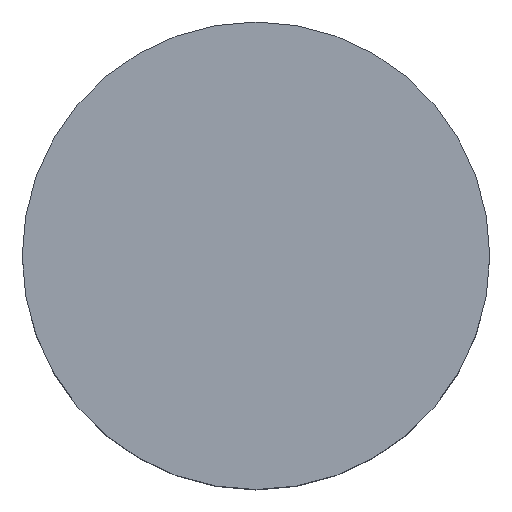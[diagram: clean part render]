
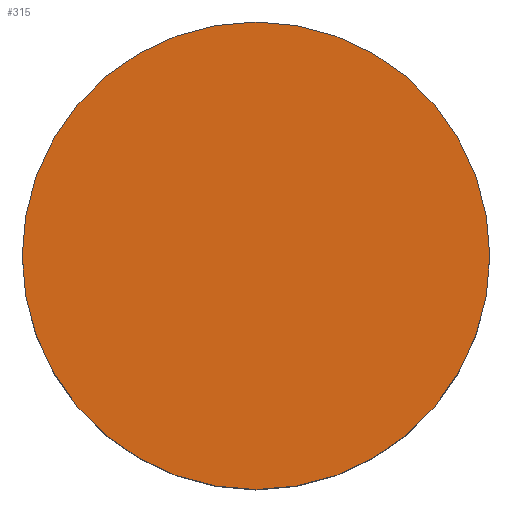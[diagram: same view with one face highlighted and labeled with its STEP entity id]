
A CAD part, top view. The second image highlights one B-rep face of the part: STEP entity #315.
In plain terms, the highlighted planar face has unit normal (0, 0, 1).
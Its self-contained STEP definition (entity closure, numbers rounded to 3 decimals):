
#17 = DIRECTION ( 'NONE',  ( 0., 0., 1. ) ) ;
#26 = CIRCLE ( 'NONE', #319, 2. ) ;
#52 = DIRECTION ( 'NONE',  ( 0., 0., 1. ) ) ;
#72 = AXIS2_PLACEMENT_3D ( 'NONE', #169, #17, #185 ) ;
#139 = CARTESIAN_POINT ( 'NONE',  ( -2., 0., 0. ) ) ;
#141 = EDGE_CURVE ( 'NONE', #328, #227, #26, .T. ) ;
#163 = EDGE_LOOP ( 'NONE', ( #344, #176 ) ) ;
#169 = CARTESIAN_POINT ( 'NONE',  ( 0., 0., 0. ) ) ;
#176 = ORIENTED_EDGE ( 'NONE', *, *, #207, .T. ) ;
#185 = DIRECTION ( 'NONE',  ( 1., 0., 0. ) ) ;
#190 = DIRECTION ( 'NONE',  ( 1., 0., 0. ) ) ;
#194 = FACE_OUTER_BOUND ( 'NONE', #163, .T. ) ;
#207 = EDGE_CURVE ( 'NONE', #227, #328, #238, .T. ) ;
#220 = AXIS2_PLACEMENT_3D ( 'NONE', #321, #52, #190 ) ;
#223 = DIRECTION ( 'NONE',  ( 0., 0., 1. ) ) ;
#227 = VERTEX_POINT ( 'NONE', #139 ) ;
#238 = CIRCLE ( 'NONE', #220, 2. ) ;
#291 = PLANE ( 'NONE',  #72 ) ;
#294 = CARTESIAN_POINT ( 'NONE',  ( 0., 0., 0. ) ) ;
#315 = ADVANCED_FACE ( 'NONE', ( #194 ), #291, .T. ) ;
#318 = CARTESIAN_POINT ( 'NONE',  ( 2., 0., 0. ) ) ;
#319 = AXIS2_PLACEMENT_3D ( 'NONE', #294, #223, #324 ) ;
#321 = CARTESIAN_POINT ( 'NONE',  ( 0., 0., 0. ) ) ;
#324 = DIRECTION ( 'NONE',  ( 1., 0., 0. ) ) ;
#328 = VERTEX_POINT ( 'NONE', #318 ) ;
#344 = ORIENTED_EDGE ( 'NONE', *, *, #141, .T. ) ;
